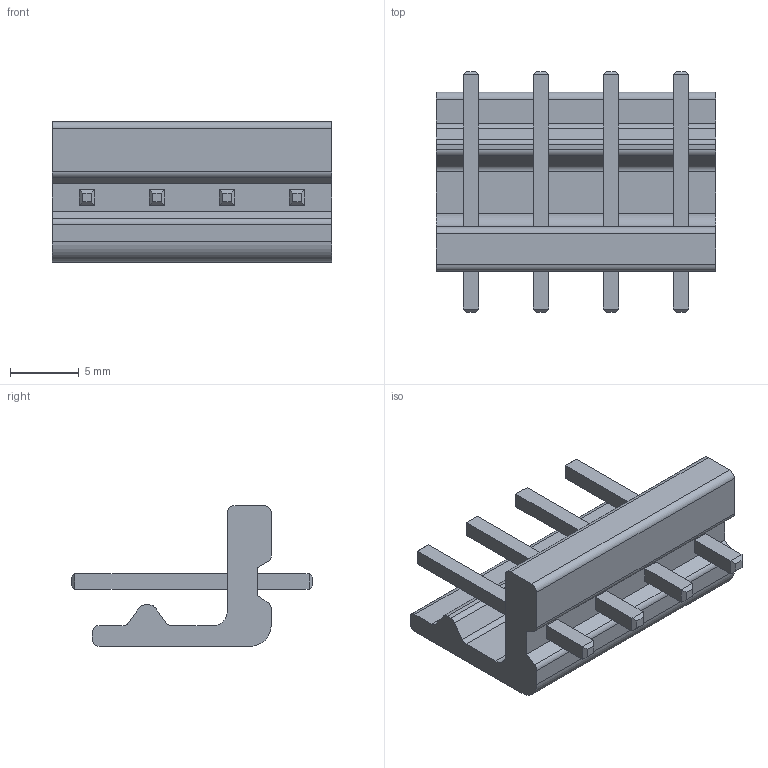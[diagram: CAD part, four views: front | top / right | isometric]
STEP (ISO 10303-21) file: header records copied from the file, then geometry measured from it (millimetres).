
FILE_DESCRIPTION (( 'STEP AP214' ), '1' );
FILE_NAME ('kls1-5_08P-4P-THT-Vertical.STEP', '2023-08-24T07:58:46', ( '' ), ( '' ), 'SwSTEP 2.0', 'SolidWorks 2022', '' );
FILE_SCHEMA (( 'AUTOMOTIVE_DESIGN' ));
Length unit declared in the file: millimetre
Products named in the file (1): kls1-5_08P-4P-THT-Vertical
Bounding box: 20.32 x 17.5 x 10.2 mm (x, y, z)
Volume: 1036 mm3; surface area: 1319.6 mm2
Topology: 1 solids, 1 shells, 100 faces, 238 edges, 148 vertices
Faces by surface type: plane 88, cylinder 12
Entity records: 3944 total; most frequent: CARTESIAN_POINT 487, ORIENTED_EDGE 476, DIRECTION 464, EDGE_CURVE 238, LINE 214, VECTOR 214, VERTEX_POINT 148, AXIS2_PLACEMENT_3D 125
